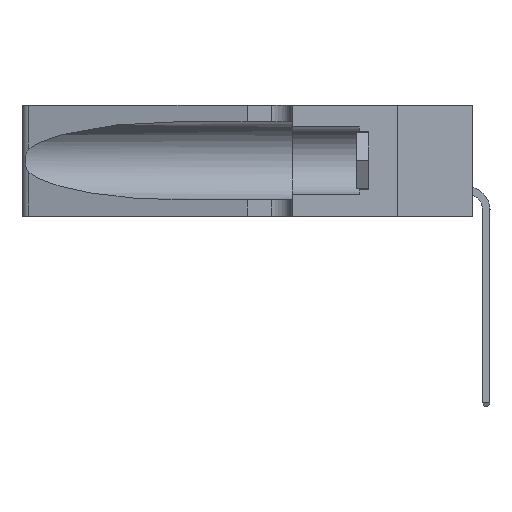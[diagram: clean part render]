
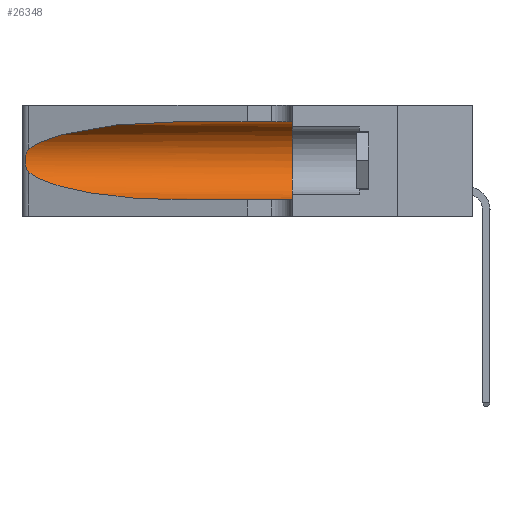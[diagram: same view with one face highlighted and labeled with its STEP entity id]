
A CAD part, left-side view. The second image highlights one B-rep face of the part: STEP entity #26348.
In plain terms, the highlighted cylindrical face has radius 3.308 mm (diameter 6.617 mm), a partial arc.
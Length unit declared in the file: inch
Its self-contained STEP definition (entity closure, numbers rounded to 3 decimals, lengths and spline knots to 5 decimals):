
#133 = VERTEX_POINT ( 'NONE', #24174 ) ;
#675 = VERTEX_POINT ( 'NONE', #11423 ) ;
#1210 = AXIS2_PLACEMENT_3D ( 'NONE', #28544, #3299, #26051 ) ;
#1391 = CARTESIAN_POINT ( 'NONE',  ( 0.25487, 1.22718, 0.14631 ) ) ;
#1602 = CARTESIAN_POINT ( 'NONE',  ( 0.18966, 0.96281, 0.05475 ) ) ;
#1711 = CARTESIAN_POINT ( 'NONE',  ( 0.2373, 1.15595, 0.08982 ) ) ;
#1951 = CARTESIAN_POINT ( 'NONE',  ( 0.25639, 1.23186, 0.15144 ) ) ;
#2378 =( BOUNDED_CURVE ( )  B_SPLINE_CURVE ( 3, ( #14350, #1711, #1602, #24550 ),
 .UNSPECIFIED., .F., .F. ) 
 B_SPLINE_CURVE_WITH_KNOTS ( ( 4, 4 ),
 ( 3.44316, 4.71239 ),
 .UNSPECIFIED. ) 
 CURVE ( )  GEOMETRIC_REPRESENTATION_ITEM ( )  RATIONAL_B_SPLINE_CURVE ( ( 1., 0.87, 0.87, 1. ) ) 
 REPRESENTATION_ITEM ( '' )  );
#2754 = B_SPLINE_CURVE_WITH_KNOTS ( 'NONE', 3,
 ( #18523, #13625, #28632, #20837, #31147, #16023, #31362, #11095, #18635, #17312, #19832, #1951, #17089, #1391 ),
 .UNSPECIFIED., .F., .F.,
 ( 4, 2, 2, 2, 2, 2, 4 ),
 ( 0., 0.00027, 0.00053, 0.00107, 0.0016, 0.00187, 0.00214 ),
 .UNSPECIFIED. ) ;
#2863 = LINE ( 'NONE', #30666, #23331 ) ;
#3299 = DIRECTION ( 'NONE',  ( 0., -1., 0. ) ) ;
#3330 = VERTEX_POINT ( 'NONE', #21126 ) ;
#3595 = EDGE_CURVE ( 'NONE', #675, #133, #28643, .T. ) ;
#3865 = ORIENTED_EDGE ( 'NONE', *, *, #21738, .T. ) ;
#7124 = CARTESIAN_POINT ( 'NONE',  ( 0.25487, 1.22718, 0.14631 ) ) ;
#8318 = CARTESIAN_POINT ( 'NONE',  ( 0.1305, 0.35, 0.31525 ) ) ;
#8967 = ORIENTED_EDGE ( 'NONE', *, *, #21964, .T. ) ;
#9097 = LINE ( 'NONE', #15957, #25978 ) ;
#9556 = CARTESIAN_POINT ( 'NONE',  ( 0.25487, 1.22718, 0.22369 ) ) ;
#9652 = CARTESIAN_POINT ( 'NONE',  ( 0.1305, 0.72297, 0.31525 ) ) ;
#11095 = CARTESIAN_POINT ( 'NONE',  ( 0.26075, 1.23896, 0.178 ) ) ;
#11423 = CARTESIAN_POINT ( 'NONE',  ( 0.1305, 0.72297, 0.31525 ) ) ;
#11707 = DIRECTION ( 'NONE',  ( 0., 1., 0. ) ) ;
#11787 = CIRCLE ( 'NONE', #26603, 0.13025 ) ;
#11820 = DIRECTION ( 'NONE',  ( 0., 0., 1. ) ) ;
#12250 = EDGE_CURVE ( 'NONE', #22243, #3330, #11787, .T. ) ;
#13625 = CARTESIAN_POINT ( 'NONE',  ( 0.25555, 1.22994, 0.2215 ) ) ;
#14350 = CARTESIAN_POINT ( 'NONE',  ( 0.25487, 1.22718, 0.14631 ) ) ;
#14444 = ORIENTED_EDGE ( 'NONE', *, *, #24043, .F. ) ;
#14589 = VERTEX_POINT ( 'NONE', #21372 ) ;
#15957 = CARTESIAN_POINT ( 'NONE',  ( 0.1305, 1.61858, 0.31525 ) ) ;
#16023 = CARTESIAN_POINT ( 'NONE',  ( 0.26018, 1.23835, 0.19895 ) ) ;
#16375 = ORIENTED_EDGE ( 'NONE', *, *, #3595, .T. ) ;
#17089 = CARTESIAN_POINT ( 'NONE',  ( 0.25555, 1.22993, 0.14849 ) ) ;
#17312 = CARTESIAN_POINT ( 'NONE',  ( 0.25856, 1.23593, 0.16098 ) ) ;
#18523 = CARTESIAN_POINT ( 'NONE',  ( 0.25487, 1.22718, 0.22369 ) ) ;
#18635 = CARTESIAN_POINT ( 'NONE',  ( 0.26017, 1.23833, 0.17102 ) ) ;
#19734 = CARTESIAN_POINT ( 'NONE',  ( 0.2373, 1.15595, 0.28018 ) ) ;
#19832 = CARTESIAN_POINT ( 'NONE',  ( 0.25789, 1.23486, 0.15765 ) ) ;
#20837 = CARTESIAN_POINT ( 'NONE',  ( 0.25787, 1.23484, 0.2124 ) ) ;
#21126 = CARTESIAN_POINT ( 'NONE',  ( 0.1305, 0.35, 0.05475 ) ) ;
#21372 = CARTESIAN_POINT ( 'NONE',  ( 0.1305, 0.72297, 0.05475 ) ) ;
#21578 = DIRECTION ( 'NONE',  ( 0., -1., 0. ) ) ;
#21635 = FACE_OUTER_BOUND ( 'NONE', #31250, .T. ) ;
#21738 = EDGE_CURVE ( 'NONE', #14589, #3330, #2863, .T. ) ;
#21964 = EDGE_CURVE ( 'NONE', #133, #28150, #2754, .T. ) ;
#22243 = VERTEX_POINT ( 'NONE', #8318 ) ;
#23331 = VECTOR ( 'NONE', #21578, 39.37008 ) ;
#23639 = DIRECTION ( 'NONE',  ( 0., -1., 0. ) ) ;
#24043 = EDGE_CURVE ( 'NONE', #675, #22243, #9097, .T. ) ;
#24174 = CARTESIAN_POINT ( 'NONE',  ( 0.25487, 1.22718, 0.22369 ) ) ;
#24550 = CARTESIAN_POINT ( 'NONE',  ( 0.1305, 0.72297, 0.05475 ) ) ;
#25978 = VECTOR ( 'NONE', #23639, 39.37008 ) ;
#26051 = DIRECTION ( 'NONE',  ( 0., 0., -1. ) ) ;
#26348 = ADVANCED_FACE ( 'NONE', ( #21635 ), #28823, .F. ) ;
#26603 = AXIS2_PLACEMENT_3D ( 'NONE', #26873, #11707, #11820 ) ;
#26873 = CARTESIAN_POINT ( 'NONE',  ( 0.1305, 0.35, 0.185 ) ) ;
#27522 = EDGE_CURVE ( 'NONE', #28150, #14589, #2378, .T. ) ;
#28150 = VERTEX_POINT ( 'NONE', #7124 ) ;
#28544 = CARTESIAN_POINT ( 'NONE',  ( 0.1305, 1.61858, 0.185 ) ) ;
#28632 = CARTESIAN_POINT ( 'NONE',  ( 0.25639, 1.23184, 0.21858 ) ) ;
#28643 =( BOUNDED_CURVE ( )  B_SPLINE_CURVE ( 3, ( #9652, #29519, #19734, #9556 ),
 .UNSPECIFIED., .F., .F. ) 
 B_SPLINE_CURVE_WITH_KNOTS ( ( 4, 4 ),
 ( 1.5708, 2.84003 ),
 .UNSPECIFIED. ) 
 CURVE ( )  GEOMETRIC_REPRESENTATION_ITEM ( )  RATIONAL_B_SPLINE_CURVE ( ( 1., 0.87, 0.87, 1. ) ) 
 REPRESENTATION_ITEM ( '' )  );
#28823 = CYLINDRICAL_SURFACE ( 'NONE', #1210, 0.13025 ) ;
#29034 = ORIENTED_EDGE ( 'NONE', *, *, #27522, .T. ) ;
#29519 = CARTESIAN_POINT ( 'NONE',  ( 0.18966, 0.96281, 0.31525 ) ) ;
#30666 = CARTESIAN_POINT ( 'NONE',  ( 0.1305, 1.61858, 0.05475 ) ) ;
#31147 = CARTESIAN_POINT ( 'NONE',  ( 0.25854, 1.2359, 0.20912 ) ) ;
#31250 = EDGE_LOOP ( 'NONE', ( #16375, #8967, #29034, #3865, #32568, #14444 ) ) ;
#31362 = CARTESIAN_POINT ( 'NONE',  ( 0.26075, 1.23896, 0.19203 ) ) ;
#32568 = ORIENTED_EDGE ( 'NONE', *, *, #12250, .F. ) ;
